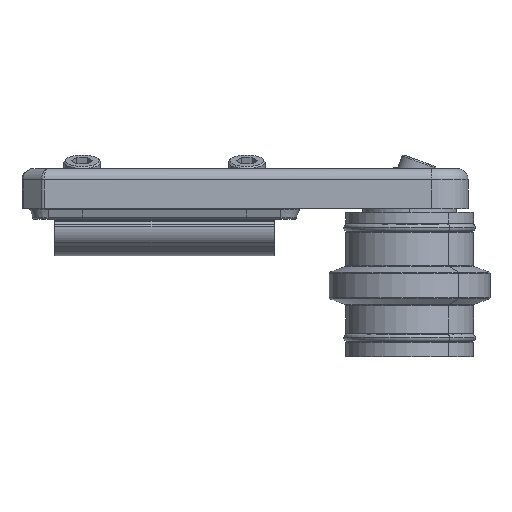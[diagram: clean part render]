
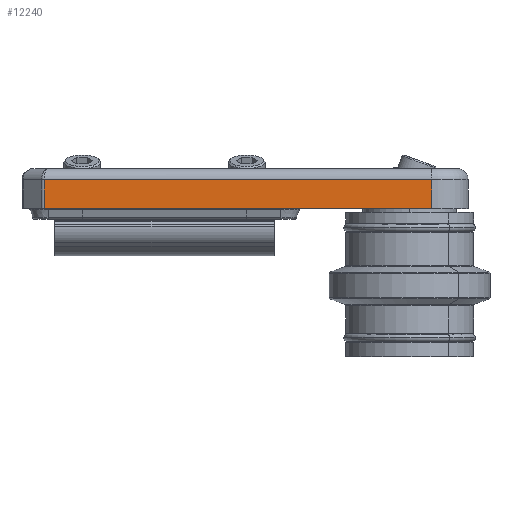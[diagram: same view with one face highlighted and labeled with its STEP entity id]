
A CAD part, left-side view. The second image highlights one B-rep face of the part: STEP entity #12240.
In plain terms, the highlighted planar face has unit normal (-1, 0, 0).
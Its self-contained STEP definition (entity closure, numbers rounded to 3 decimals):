
#196 = CARTESIAN_POINT ( 'NONE',  ( -16., 10., -10.875 ) ) ;
#726 = ORIENTED_EDGE ( 'NONE', *, *, #9752, .F. ) ;
#874 = EDGE_CURVE ( 'NONE', #23159, #4550, #16275, .T. ) ;
#998 = VECTOR ( 'NONE', #5391, 1000. ) ;
#1575 = VECTOR ( 'NONE', #12750, 1000. ) ;
#3711 = LINE ( 'NONE', #16889, #9486 ) ;
#3725 = LINE ( 'NONE', #7392, #1575 ) ;
#4550 = VERTEX_POINT ( 'NONE', #7409 ) ;
#5391 = DIRECTION ( 'NONE',  ( 0., 0., 1. ) ) ;
#6663 = DIRECTION ( 'NONE',  ( 0., 1., 0. ) ) ;
#7392 = CARTESIAN_POINT ( 'NONE',  ( -16., 115.929, -10.875 ) ) ;
#7409 = CARTESIAN_POINT ( 'NONE',  ( -16., 115.929, -3. ) ) ;
#7738 = EDGE_CURVE ( 'NONE', #7883, #23159, #16753, .T. ) ;
#7883 = VERTEX_POINT ( 'NONE', #196 ) ;
#9486 = VECTOR ( 'NONE', #20701, 1000. ) ;
#9489 = EDGE_LOOP ( 'NONE', ( #18405, #15400, #726, #20708 ) ) ;
#9752 = EDGE_CURVE ( 'NONE', #14585, #4550, #3711, .T. ) ;
#10598 = DIRECTION ( 'NONE',  ( 0., -1., 0. ) ) ;
#11562 = CARTESIAN_POINT ( 'NONE',  ( -16., 10., -3. ) ) ;
#12240 = ADVANCED_FACE ( 'NONE', ( #16314 ), #14357, .T. ) ;
#12750 = DIRECTION ( 'NONE',  ( 0., -1., 0. ) ) ;
#14013 = DIRECTION ( 'NONE',  ( -1., 0., 0. ) ) ;
#14175 = AXIS2_PLACEMENT_3D ( 'NONE', #23308, #14013, #10598 ) ;
#14357 = PLANE ( 'NONE',  #14175 ) ;
#14585 = VERTEX_POINT ( 'NONE', #15557 ) ;
#15400 = ORIENTED_EDGE ( 'NONE', *, *, #874, .T. ) ;
#15557 = CARTESIAN_POINT ( 'NONE',  ( -16., 115.929, -10.875 ) ) ;
#16275 = LINE ( 'NONE', #21693, #20245 ) ;
#16314 = FACE_OUTER_BOUND ( 'NONE', #9489, .T. ) ;
#16753 = LINE ( 'NONE', #20200, #998 ) ;
#16889 = CARTESIAN_POINT ( 'NONE',  ( -16., 115.929, -15.375 ) ) ;
#18405 = ORIENTED_EDGE ( 'NONE', *, *, #7738, .T. ) ;
#20200 = CARTESIAN_POINT ( 'NONE',  ( -16., 10., -15.375 ) ) ;
#20245 = VECTOR ( 'NONE', #6663, 1000. ) ;
#20701 = DIRECTION ( 'NONE',  ( 0., 0., 1. ) ) ;
#20708 = ORIENTED_EDGE ( 'NONE', *, *, #22410, .T. ) ;
#21693 = CARTESIAN_POINT ( 'NONE',  ( -16., 115.929, -3. ) ) ;
#22410 = EDGE_CURVE ( 'NONE', #14585, #7883, #3725, .T. ) ;
#23159 = VERTEX_POINT ( 'NONE', #11562 ) ;
#23308 = CARTESIAN_POINT ( 'NONE',  ( -16., 115.929, -15.375 ) ) ;
